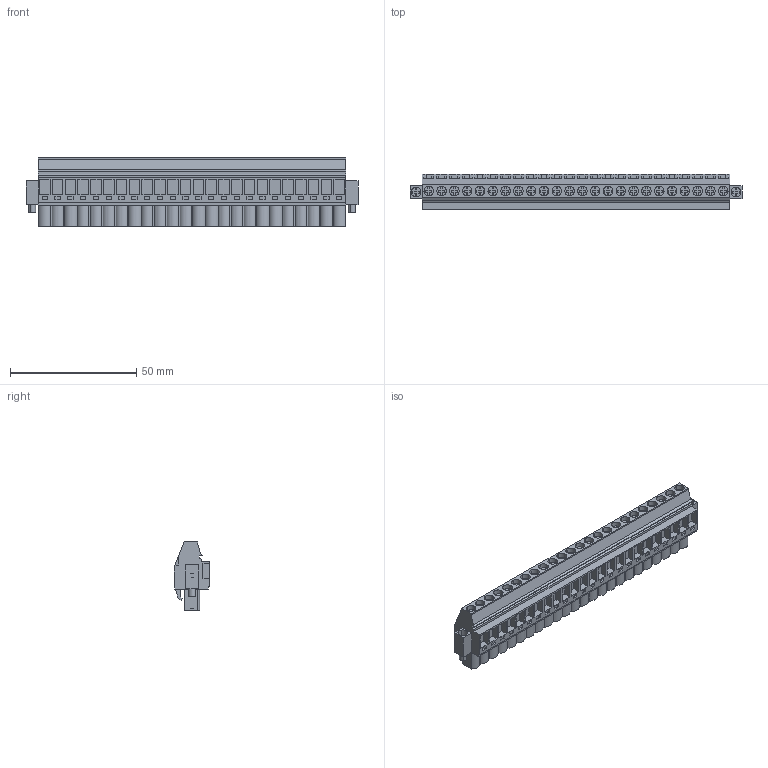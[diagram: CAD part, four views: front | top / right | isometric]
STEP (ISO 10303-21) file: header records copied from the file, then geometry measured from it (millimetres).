
FILE_DESCRIPTION(('CATIA V5 STEP','CAx-IF Rec.Pracs.--- Model Styling and Organization---1.2---2011-12-15'),'2;1');
FILE_NAME ('D1460196_0_1950810000_1950810000.stp','2017-09-09T08:15:09+00:00',('none'),('Weidmueller'),'CATIA Version 5-6 Release 2014','CATIA V5 STEP AP214','none');
FILE_SCHEMA(('AUTOMOTIVE_DESIGN { 1 0 10303 214 1 1 1 1 }'));
Length unit declared in the file: millimetre
Products named in the file (1): 1950810000
Bounding box: 131.72 x 14.1 x 27.1 mm (x, y, z)
Volume: 28069.1 mm3; surface area: 16566.3 mm2
Topology: 27 solids, 27 shells, 1586 faces, 4440 edges, 3011 vertices
Faces by surface type: plane 1350, cylinder 234, extrusion 2
Entity records: 46441 total; most frequent: ORIENTED_EDGE 8880, CARTESIAN_POINT 8323, DIRECTION 6128, EDGE_CURVE 4440, VECTOR 3866, LINE 3864, VERTEX_POINT 3011, EDGE_LOOP 1695
